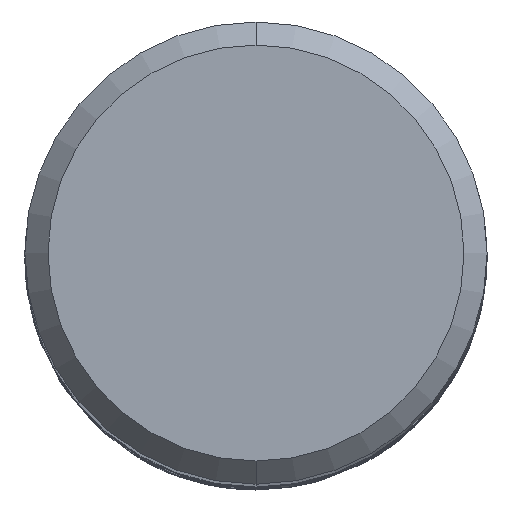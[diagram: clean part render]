
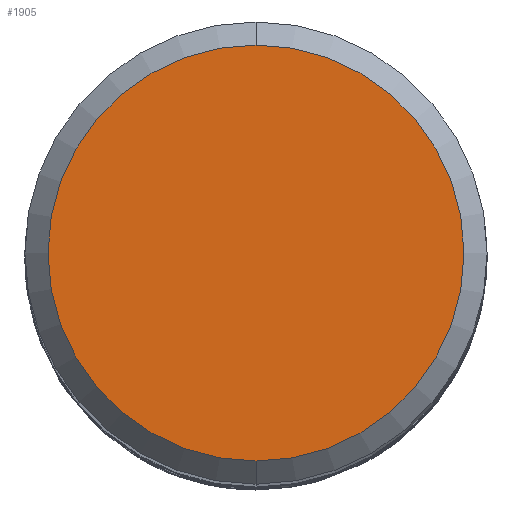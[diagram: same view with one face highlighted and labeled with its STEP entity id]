
A CAD part, top view. The second image highlights one B-rep face of the part: STEP entity #1905.
In plain terms, the highlighted planar face has unit normal (0, 0, 1).
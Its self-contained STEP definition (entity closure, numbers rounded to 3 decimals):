
#1131=EDGE_CURVE('',#2219,#2247,#3233,.T.);
#1905=ADVANCED_FACE('',(#4079),#4080,.T.);
#2219=VERTEX_POINT('',#4422);
#2247=VERTEX_POINT('',#4451);
#2249=EDGE_CURVE('',#2247,#2219,#4453,.T.);
#3233=CIRCLE('',#6127,9.0);
#4079=FACE_OUTER_BOUND('',#18927,.T.);
#4080=PLANE('',#18928);
#4422=CARTESIAN_POINT('',(0.,-9.0,0.0));
#4451=CARTESIAN_POINT('',(0.0,9.0,0.0));
#4453=CIRCLE('',#23460,9.0);
#6127=AXIS2_PLACEMENT_3D('',#34752,#34753,#34754);
#18927=EDGE_LOOP('',(#35691,#35692));
#18928=AXIS2_PLACEMENT_3D('',#35693,#35694,#35695);
#23460=AXIS2_PLACEMENT_3D('',#36053,#36054,#36055);
#34752=CARTESIAN_POINT('',(0.0,0.0,0.0));
#34753=DIRECTION('',(0.0,0.0,-1.0));
#34754=DIRECTION('',(0.0,1.0,0.0));
#35691=ORIENTED_EDGE('',*,*,#2249,.F.);
#35692=ORIENTED_EDGE('',*,*,#1131,.F.);
#35693=CARTESIAN_POINT('',(0.0,4.5,0.0));
#35694=DIRECTION('',(-0.0,0.0,1.0));
#35695=DIRECTION('',(0.0,-1.0,0.0));
#36053=CARTESIAN_POINT('',(0.0,0.0,0.0));
#36054=DIRECTION('',(0.0,0.0,-1.0));
#36055=DIRECTION('',(0.0,1.0,0.0));
